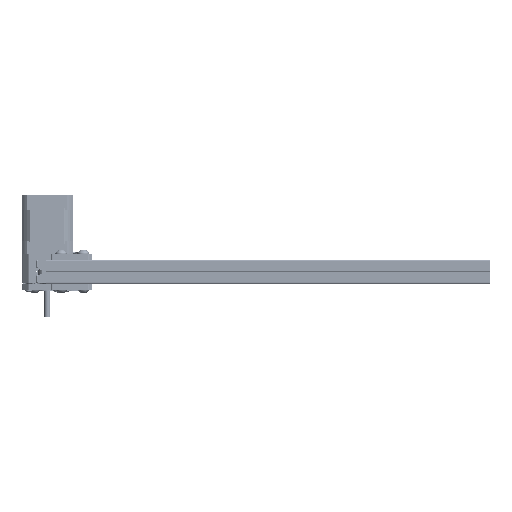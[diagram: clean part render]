
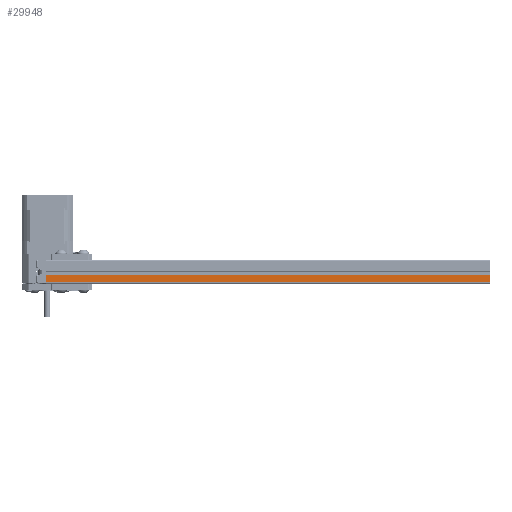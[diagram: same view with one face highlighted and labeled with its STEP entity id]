
A CAD part, left-side view. The second image highlights one B-rep face of the part: STEP entity #29948.
In plain terms, the highlighted face is planar.
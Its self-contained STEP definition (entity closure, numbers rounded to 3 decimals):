
#2146=PLANE('',#33767);
#4435=FACE_OUTER_BOUND('',#6381,.T.);
#6381=EDGE_LOOP('',(#27464,#27465,#27466,#27467));
#8612=LINE('',#54420,#11007);
#8613=LINE('',#54423,#11008);
#8614=LINE('',#54425,#11009);
#8615=LINE('',#54426,#11010);
#11007=VECTOR('',#42693,1000.);
#11008=VECTOR('',#42696,1000.);
#11009=VECTOR('',#42697,10.);
#11010=VECTOR('',#42698,1000.);
#15408=VERTEX_POINT('',#54416);
#15409=VERTEX_POINT('',#54418);
#15410=VERTEX_POINT('',#54422);
#15411=VERTEX_POINT('',#54424);
#19486=EDGE_CURVE('',#15409,#15408,#8612,.T.);
#19487=EDGE_CURVE('',#15408,#15410,#8613,.T.);
#19488=EDGE_CURVE('',#15409,#15411,#8614,.T.);
#19489=EDGE_CURVE('',#15411,#15410,#8615,.T.);
#27464=ORIENTED_EDGE('',*,*,#19487,.F.);
#27465=ORIENTED_EDGE('',*,*,#19486,.F.);
#27466=ORIENTED_EDGE('',*,*,#19488,.T.);
#27467=ORIENTED_EDGE('',*,*,#19489,.T.);
#29948=ADVANCED_FACE('',(#4435),#2146,.T.);
#33767=AXIS2_PLACEMENT_3D('',#54421,#42694,#42695);
#42693=DIRECTION('',(0.,0.,1.));
#42694=DIRECTION('center_axis',(0.,1.,0.));
#42695=DIRECTION('ref_axis',(0.,0.,1.));
#42696=DIRECTION('',(-1.,0.,0.));
#42697=DIRECTION('',(-1.,0.,0.));
#42698=DIRECTION('',(0.,0.,1.));
#54416=CARTESIAN_POINT('',(9.,10.,20.));
#54418=CARTESIAN_POINT('',(9.,10.,-350.));
#54420=CARTESIAN_POINT('',(9.,10.,-200.));
#54421=CARTESIAN_POINT('Origin',(9.,10.,-200.));
#54422=CARTESIAN_POINT('',(3.,10.,20.));
#54423=CARTESIAN_POINT('',(9.,10.,20.));
#54424=CARTESIAN_POINT('',(3.,10.,-350.));
#54425=CARTESIAN_POINT('',(0.,10.,-350.));
#54426=CARTESIAN_POINT('',(3.,10.,-200.));
